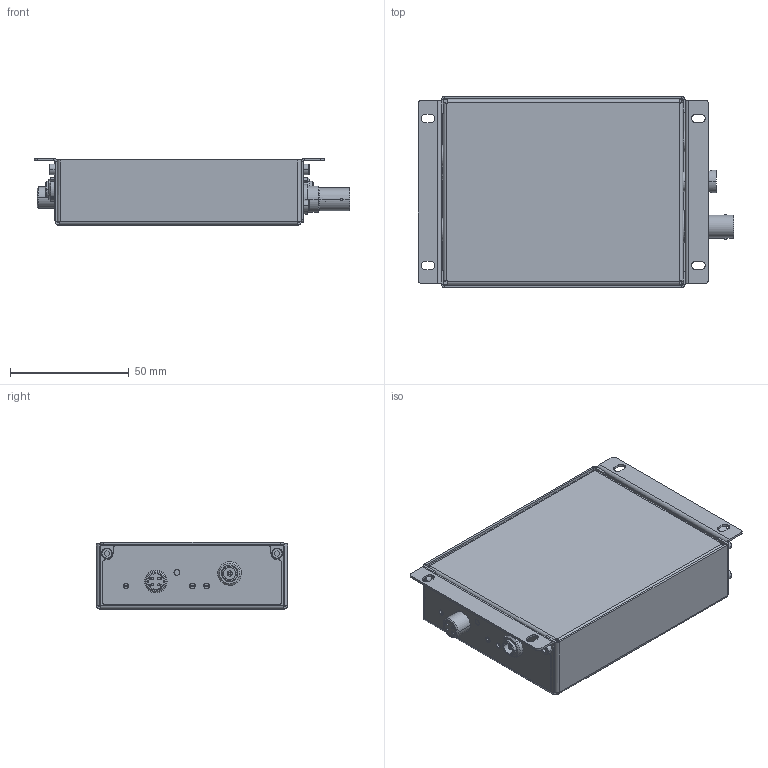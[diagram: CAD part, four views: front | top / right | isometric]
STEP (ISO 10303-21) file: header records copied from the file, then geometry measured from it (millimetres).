
FILE_DESCRIPTION (( 'STEP AP214' ), '1' );
FILE_NAME ('88202412-CR10 BNC.STEP', '2017-08-22T17:58:16', ( '' ), ( '' ), 'SwSTEP 2.0', 'SolidWorks 2017', '' );
FILE_SCHEMA (( 'AUTOMOTIVE_DESIGN' ));
Length unit declared in the file: inch
Products named in the file (27): Lemo EPL-00-250-NTN; 17213970  A; 516-AG7D; 17229750  A; 399-93-108-10-003000; 17229740  A; 9000-17002  1; SHCS METRIC SST-1_SHCS, SS, M2.5 X 4; 17229730  A; 17213610; 17229720  B; 9000-17002  1_DETECTOR BNC; BUS BAR E-FAB EFI-30410; 88202412-CR10 BNC; CR-11x Pre-Amp Module; 3296X-xxxLF; 551XX09F_551-1109 Red; HV Pin Socket - TE 50865; BNC Bulkhead 31-2221; SHV Panel Mnt 51494; Lemo EXG 0B 304 HLN; Capacitor HV 3kV Ceramic; EPS.00.250.NTN; Nut - EPS.00.250.NLN; era_00_250_ntl_02; era_00_250_ntl_03; BNC Nut
Assembly tree (38 placements, depth 4):
  88202412-CR10 BNC
    17229720  B
    17229730  A
    9000-17002  1_DETECTOR BNC
      9000-17002  1
      399-93-108-10-003000
      516-AG7D
      EPS.00.250.NTN  x2
        Lemo EPL-00-250-NTN
        era_00_250_ntl_03
        era_00_250_ntl_02
        Nut - EPS.00.250.NLN
      Capacitor HV 3kV Ceramic  x2
      Lemo EXG 0B 304 HLN
      SHV Panel Mnt 51494
      BNC Bulkhead 31-2221
      HV Pin Socket - TE 50865  x2
      551XX09F_551-1109 Red
      3296X-xxxLF  x3
      CR-11x Pre-Amp Module  x3
      BUS BAR E-FAB EFI-30410
    17213610
    SHCS METRIC SST-1_SHCS, SS, M2.5 X 4  x6
    17229740  A
    17229750  A
    17213970  A
    BNC Nut
Bounding box: 132.98 x 80.54 x 28.44 mm (x, y, z)
Volume: 49399.2 mm3; surface area: 112374.6 mm2
Topology: 38 solids, 46 shells, 2286 faces, 5350 edges, 3382 vertices
Faces by surface type: cylinder 973, plane 859, cone 232, bspline 202, torus 12, sphere 8
Entity records: 68334 total; most frequent: CARTESIAN_POINT 23057, DIRECTION 8585, ORIENTED_EDGE 8280, EDGE_CURVE 4170, AXIS2_PLACEMENT_3D 3295, VERTEX_POINT 2636, EDGE_LOOP 2042, VECTOR 1995
